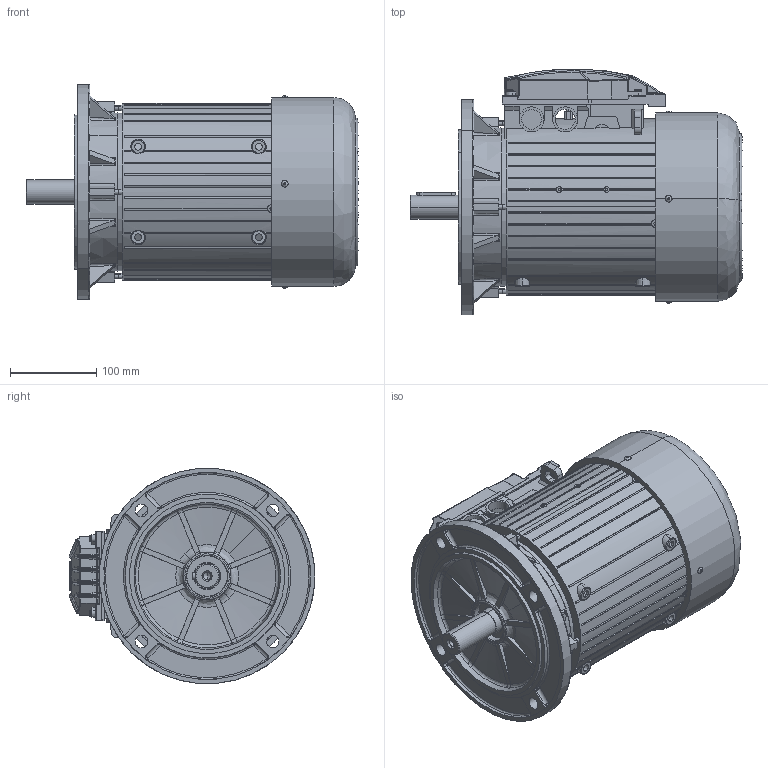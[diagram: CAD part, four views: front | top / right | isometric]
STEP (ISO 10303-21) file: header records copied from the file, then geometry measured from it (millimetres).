
FILE_DESCRIPTION (( 'STEP AP214' ), '1' );
FILE_NAME ('18PL.STEP', '2024-04-23T21:59:52', ( '' ), ( '' ), 'SwSTEP 2.0', 'SolidWorks 2021', '' );
FILE_SCHEMA (( 'AUTOMOTIVE_DESIGN' ));
Length unit declared in the file: inch
Products named in the file (1): 18PL
Bounding box: 385 x 284.81 x 249.77 mm (x, y, z)
Volume: 9936031.7 mm3; surface area: 658837.4 mm2
Topology: 18 solids, 19 shells, 3282 faces, 8491 edges, 5426 vertices
Faces by surface type: plane 1613, bspline 819, cylinder 636, cone 210, torus 4
Entity records: 148466 total; most frequent: CARTESIAN_POINT 75189, ORIENTED_EDGE 16830, DIRECTION 12458, EDGE_CURVE 8415, VERTEX_POINT 5426, VECTOR 4516, LINE 4516, AXIS2_PLACEMENT_3D 3971
